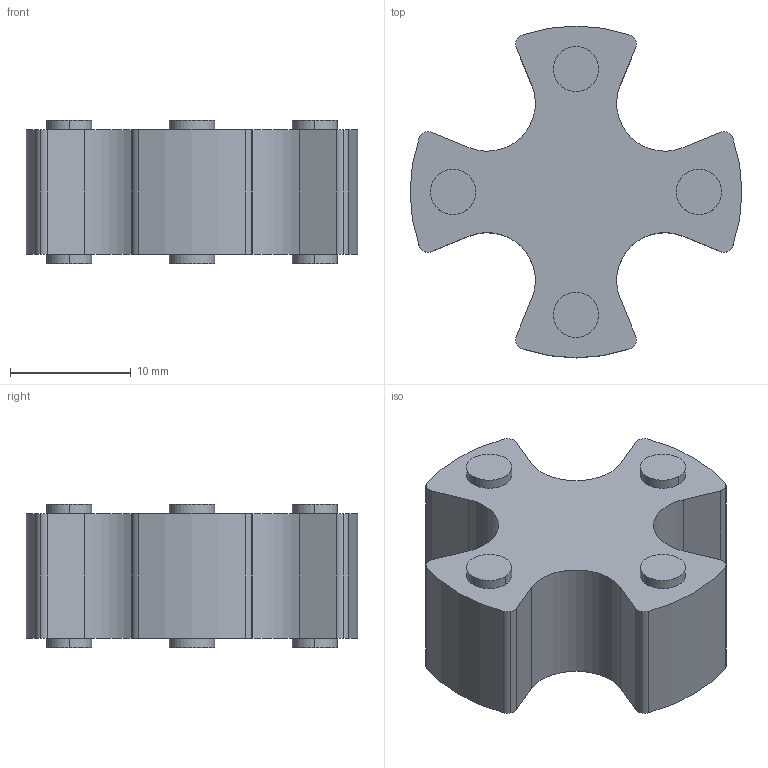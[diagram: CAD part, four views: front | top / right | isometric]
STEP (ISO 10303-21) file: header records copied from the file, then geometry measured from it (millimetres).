
FILE_DESCRIPTION((''),'2;1');
FILE_NAME('lovejoyinsert.stp','2001-12-27T20:31:46',('Administrator'),(''),'Autodesk Inventor (tm) 3.0','Autodesk Inventor (tm) 3.0','');
FILE_SCHEMA(('CONFIG_CONTROL_DESIGN'));
Length unit declared in the file: inch
Products named in the file (1): lovejoyinsert
Bounding box: 27.43 x 27.43 x 11.89 mm (x, y, z)
Volume: 3891.1 mm3; surface area: 1956.4 mm2
Topology: 1 solids, 1 shells, 58 faces, 144 edges, 96 vertices
Faces by surface type: cylinder 40, plane 18
Entity records: 1865 total; most frequent: DIRECTION 342, CARTESIAN_POINT 299, ORIENTED_EDGE 288, EDGE_CURVE 144, AXIS2_PLACEMENT_3D 139, VERTEX_POINT 96, CIRCLE 80, EDGE_LOOP 66
